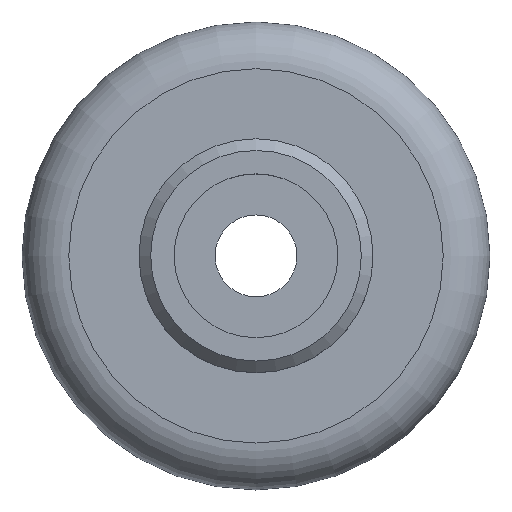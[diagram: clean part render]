
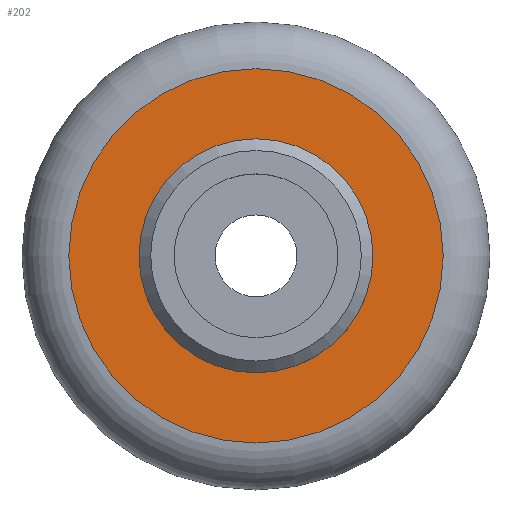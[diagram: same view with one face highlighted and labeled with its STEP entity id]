
A CAD part, top view. The second image highlights one B-rep face of the part: STEP entity #202.
In plain terms, the highlighted planar face has unit normal (0, 0, 1).
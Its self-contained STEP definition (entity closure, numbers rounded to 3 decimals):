
#25=FACE_BOUND('',#57,.T.);
#30=PLANE('',#240);
#39=FACE_OUTER_BOUND('',#56,.T.);
#56=EDGE_LOOP('',(#164));
#57=EDGE_LOOP('',(#165));
#82=CIRCLE('',#229,5.);
#89=CIRCLE('',#241,8.);
#101=VERTEX_POINT('',#342);
#108=VERTEX_POINT('',#364);
#119=EDGE_CURVE('',#101,#101,#82,.T.);
#129=EDGE_CURVE('',#108,#108,#89,.T.);
#164=ORIENTED_EDGE('',*,*,#129,.T.);
#165=ORIENTED_EDGE('',*,*,#119,.F.);
#202=ADVANCED_FACE('',(#39,#25),#30,.T.);
#229=AXIS2_PLACEMENT_3D('',#343,#271,#272);
#240=AXIS2_PLACEMENT_3D('',#363,#296,#297);
#241=AXIS2_PLACEMENT_3D('',#365,#298,#299);
#271=DIRECTION('center_axis',(0.,0.,1.));
#272=DIRECTION('ref_axis',(1.,0.,0.));
#296=DIRECTION('center_axis',(0.,0.,1.));
#297=DIRECTION('ref_axis',(1.,0.,0.));
#298=DIRECTION('center_axis',(0.,0.,1.));
#299=DIRECTION('ref_axis',(1.,0.,0.));
#342=CARTESIAN_POINT('',(5.,0.,5.));
#343=CARTESIAN_POINT('Origin',(0.,0.,5.));
#363=CARTESIAN_POINT('Origin',(0.,0.,5.));
#364=CARTESIAN_POINT('',(-8.,0.,5.));
#365=CARTESIAN_POINT('Origin',(0.,0.,5.));
